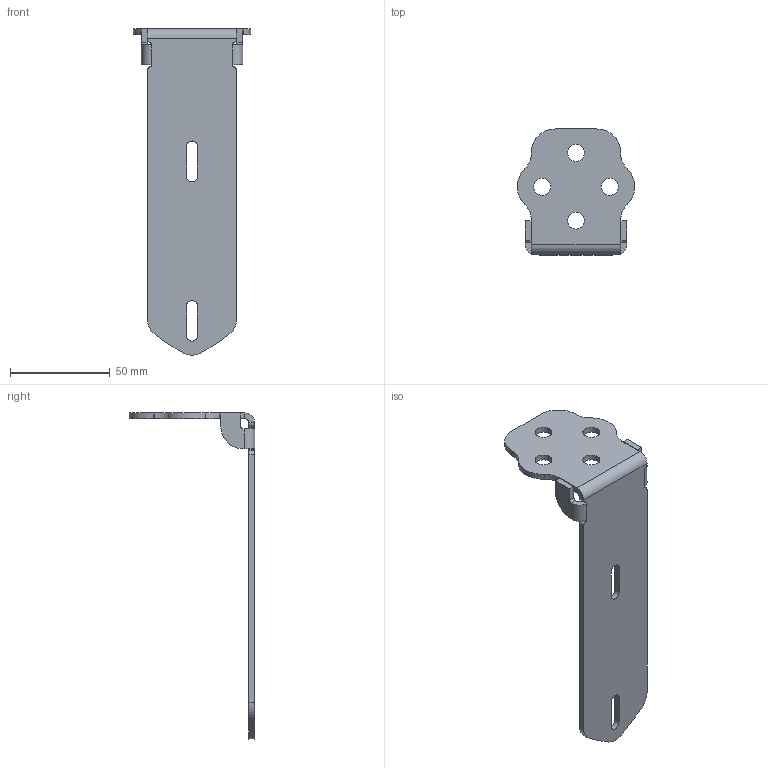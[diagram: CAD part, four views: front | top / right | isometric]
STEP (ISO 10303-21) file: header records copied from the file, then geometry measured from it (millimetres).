
FILE_DESCRIPTION (( 'STEP AP214' ), '1' );
FILE_NAME ('OPT2434.STEP', '2023-03-07T16:19:21', ( '' ), ( '' ), 'SwSTEP 2.0', 'SolidWorks 2021', '' );
FILE_SCHEMA (( 'AUTOMOTIVE_DESIGN' ));
Length unit declared in the file: inch
Products named in the file (1): OPT2434
Bounding box: 59 x 63 x 163.75 mm (x, y, z)
Volume: 29643.4 mm3; surface area: 22191.6 mm2
Topology: 1 solids, 1 shells, 78 faces, 216 edges, 140 vertices
Faces by surface type: plane 39, cylinder 39
Full cylindrical faces by diameter (mm): 8.5 x4
Entity records: 2546 total; most frequent: DIRECTION 448, CARTESIAN_POINT 431, ORIENTED_EDGE 424, EDGE_CURVE 212, AXIS2_PLACEMENT_3D 157, VERTEX_POINT 140, VECTOR 134, LINE 134
